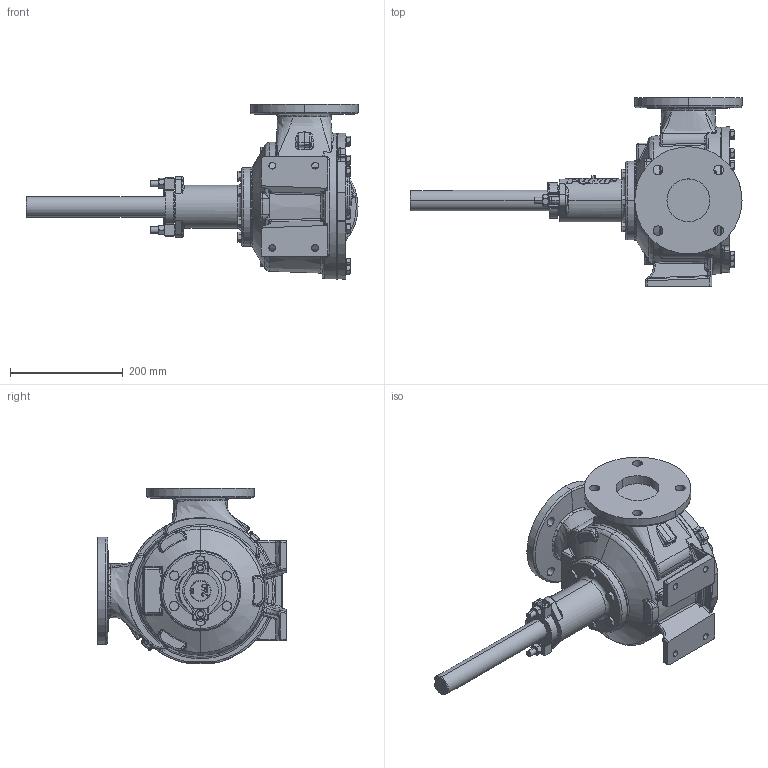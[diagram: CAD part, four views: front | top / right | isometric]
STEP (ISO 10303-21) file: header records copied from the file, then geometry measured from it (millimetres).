
FILE_DESCRIPTION (( 'STEP AP214' ), '1' );
FILE_NAME ('LL32.STEP', '2016-12-16T17:14:21', ( '' ), ( '' ), 'SwSTEP 2.0', 'SolidWorks 2016', '' );
FILE_SCHEMA (( 'AUTOMOTIVE_DESIGN' ));
Length unit declared in the file: inch
Products named in the file (2): LL32
Bounding box: 589.68 x 335.03 x 312.55 mm (x, y, z)
Volume: 10256600.6 mm3; surface area: 514410.8 mm2
Topology: 1 solids, 1 shells, 1331 faces, 3257 edges, 1951 vertices
Faces by surface type: plane 399, bspline 337, cylinder 258, cone 184, torus 106, sphere 47
Entity records: 93224 total; most frequent: CARTESIAN_POINT 54709, ORIENTED_EDGE 6468, DIRECTION 5138, EDGE_CURVE 3234, AXIS2_PLACEMENT_3D 2083, VERTEX_POINT 1951, EDGE_LOOP 1411, FACE_OUTER_BOUND 1331
